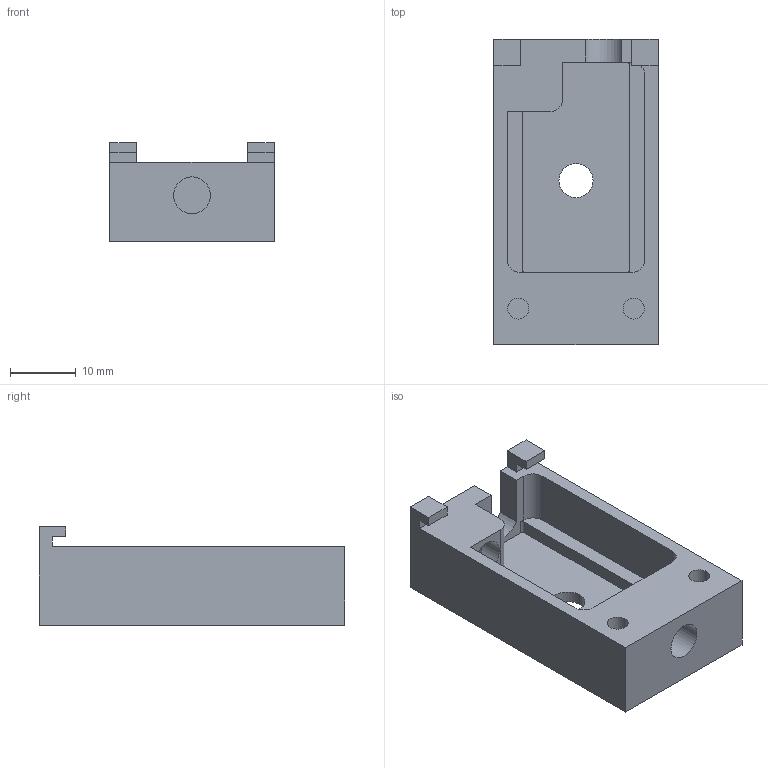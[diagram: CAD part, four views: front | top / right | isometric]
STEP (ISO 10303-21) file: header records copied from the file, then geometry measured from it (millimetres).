
FILE_DESCRIPTION(/* description */ (''),/* implementation_level */ '2;1');
FILE_NAME(/* name */ 'case.stp',/* time_stamp */ '2023-07-12T16:19:45+02:00',/* author */ ('Tilman Preuschoff'),/* organization */ (''),/* preprocessor_version */ 'ST-DEVELOPER v18.1',/* originating_system */ 'Autodesk Inventor 2021',/* authorisation */ '');
FILE_SCHEMA (('AUTOMOTIVE_DESIGN { 1 0 10303 214 3 1 1 }'));
Length unit declared in the file: millimetre
Products named in the file (1): case
Bounding box: 25 x 46.5 x 15 mm (x, y, z)
Volume: 7113.3 mm3; surface area: 5666.3 mm2
Topology: 1 solids, 1 shells, 48 faces, 129 edges, 86 vertices
Faces by surface type: plane 34, cylinder 14
Full cylindrical faces by diameter (mm): 3.2 x2, 5.2 x1, 5.5 x1, 5.6 x2
Entity records: 1610 total; most frequent: CARTESIAN_POINT 322, ORIENTED_EDGE 258, DIRECTION 255, EDGE_CURVE 129, LINE 97, VECTOR 97, VERTEX_POINT 86, AXIS2_PLACEMENT_3D 79
